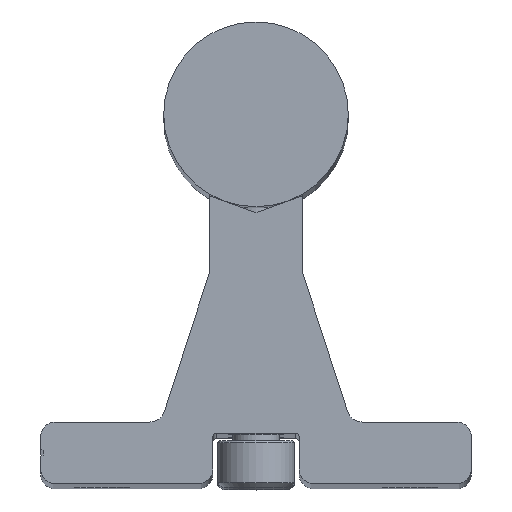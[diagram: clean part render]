
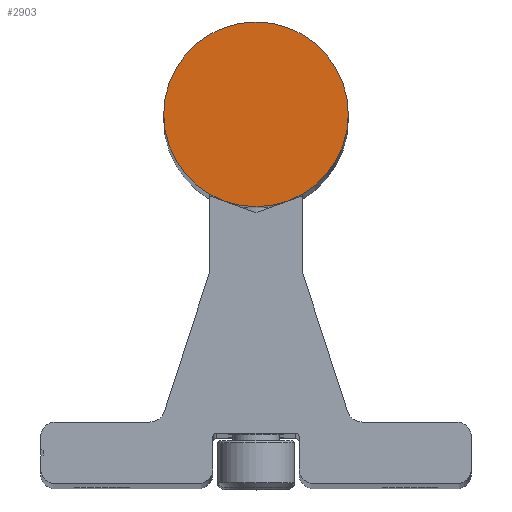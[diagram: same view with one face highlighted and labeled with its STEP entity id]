
A CAD part, top view. The second image highlights one B-rep face of the part: STEP entity #2903.
In plain terms, the highlighted planar face has unit normal (0, 0, 1).
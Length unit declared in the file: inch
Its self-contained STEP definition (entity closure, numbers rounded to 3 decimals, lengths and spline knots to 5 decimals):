
#2 = CIRCLE ( 'NONE', #2974, 0.375 ) ;
#16 = AXIS2_PLACEMENT_3D ( 'NONE', #3903, #542, #2948 ) ;
#366 = ORIENTED_EDGE ( 'NONE', *, *, #2569, .T. ) ;
#423 = DIRECTION ( 'NONE',  ( 0., 0., 1. ) ) ;
#542 = DIRECTION ( 'NONE',  ( 0., 0., 1. ) ) ;
#699 = VERTEX_POINT ( 'NONE', #2170 ) ;
#778 = CARTESIAN_POINT ( 'NONE',  ( 0., 1.5, 0. ) ) ;
#1476 = PLANE ( 'NONE',  #16 ) ;
#1529 = EDGE_CURVE ( 'NONE', #699, #2056, #2, .T. ) ;
#1587 = AXIS2_PLACEMENT_3D ( 'NONE', #2358, #3349, #2997 ) ;
#1614 = DIRECTION ( 'NONE',  ( 1., 0., 0. ) ) ;
#1653 = CIRCLE ( 'NONE', #1587, 0.375 ) ;
#1748 = CARTESIAN_POINT ( 'NONE',  ( 0.375, 1.5, 0. ) ) ;
#2056 = VERTEX_POINT ( 'NONE', #1748 ) ;
#2170 = CARTESIAN_POINT ( 'NONE',  ( -0.375, 1.5, 0. ) ) ;
#2358 = CARTESIAN_POINT ( 'NONE',  ( 0., 1.5, 0. ) ) ;
#2569 = EDGE_CURVE ( 'NONE', #2056, #699, #1653, .T. ) ;
#2741 = EDGE_LOOP ( 'NONE', ( #366, #2842 ) ) ;
#2842 = ORIENTED_EDGE ( 'NONE', *, *, #1529, .T. ) ;
#2903 = ADVANCED_FACE ( 'NONE', ( #3252 ), #1476, .T. ) ;
#2948 = DIRECTION ( 'NONE',  ( 1., 0., 0. ) ) ;
#2974 = AXIS2_PLACEMENT_3D ( 'NONE', #778, #423, #1614 ) ;
#2997 = DIRECTION ( 'NONE',  ( 1., 0., 0. ) ) ;
#3252 = FACE_OUTER_BOUND ( 'NONE', #2741, .T. ) ;
#3349 = DIRECTION ( 'NONE',  ( 0., 0., 1. ) ) ;
#3903 = CARTESIAN_POINT ( 'NONE',  ( 0., 1.5, 0. ) ) ;
